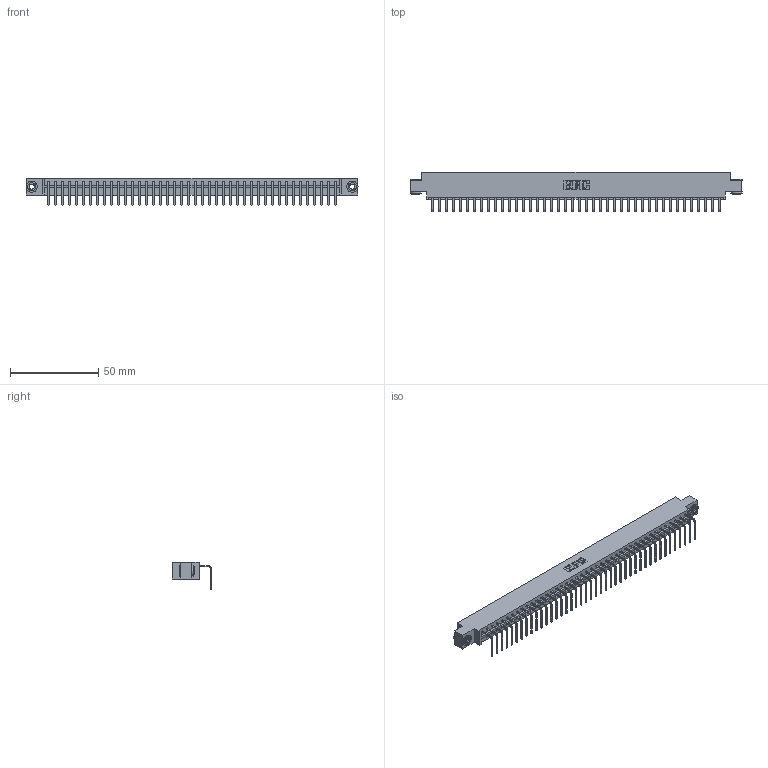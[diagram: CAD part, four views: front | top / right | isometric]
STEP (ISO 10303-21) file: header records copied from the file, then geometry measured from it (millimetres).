
FILE_DESCRIPTION (( 'STEP AP203' ), '1' );
FILE_NAME ('833-042-558-603.STEP', '2020-06-03T22:34:15', ( '' ), ( '' ), 'SwSTEP 2.0', 'SolidWorks 2020', '' );
FILE_SCHEMA (( 'CONFIG_CONTROL_DESIGN' ));
Length unit declared in the file: inch
Products named in the file (4): 833 Part_Offset - .156 Dia - TH; 345-292-001_558 Tail - 2; 833-042-558-603; 345-250-002_345-250-002-102
Assembly tree (45 placements, depth 2):
  833-042-558-603
    833 Part_Offset - .156 Dia - TH
    345-292-001_558 Tail - 2  x42
    345-250-002_345-250-002-102  x2
Bounding box: 187.96 x 22.17 x 15.37 mm (x, y, z)
Volume: 18845.6 mm3; surface area: 21674.3 mm2
Topology: 45 solids, 45 shells, 2676 faces, 8043 edges, 5302 vertices
Faces by surface type: plane 1932, cylinder 736, cone 8
Entity records: 26542 total; most frequent: CARTESIAN_POINT 4559, ORIENTED_EDGE 4530, DIRECTION 3879, EDGE_CURVE 2265, VECTOR 2113, LINE 2113, VERTEX_POINT 1506, AXIS2_PLACEMENT_3D 883
